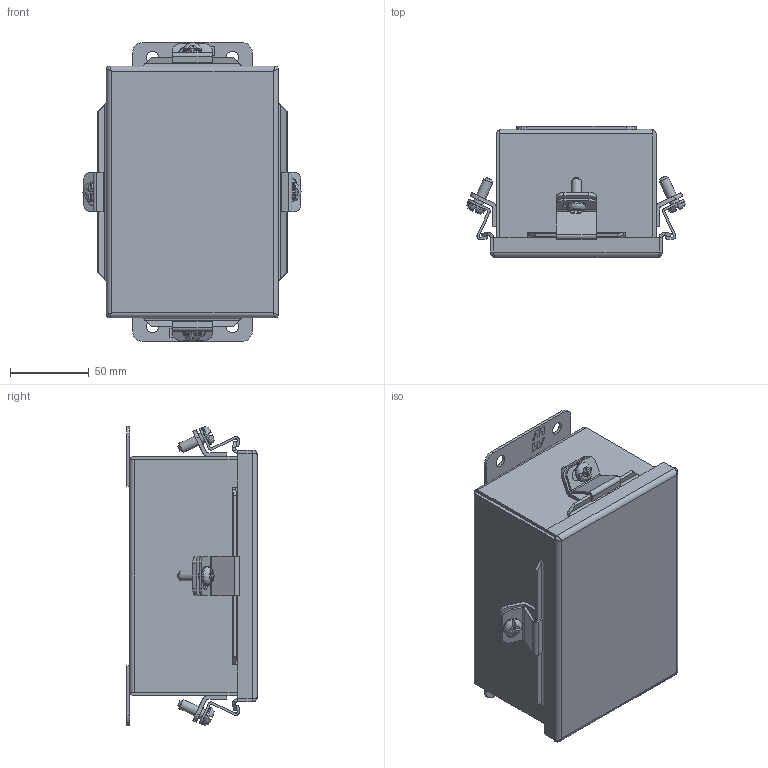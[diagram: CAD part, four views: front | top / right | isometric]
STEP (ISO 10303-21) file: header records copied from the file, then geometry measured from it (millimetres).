
FILE_DESCRIPTION (( 'STEP AP214' ), '1' );
FILE_NAME ('1414N4ALC.STEP', '2019-09-13T18:52:04', ( '' ), ( '' ), 'SwSTEP 2.0', 'SolidWorks 2018', '' );
FILE_SCHEMA (( 'AUTOMOTIVE_DESIGN' ));
Length unit declared in the file: inch
Products named in the file (1): 1414N4ALC
Bounding box: 138.94 x 83.26 x 190.5 mm (x, y, z)
Volume: 259580.4 mm3; surface area: 241723.2 mm2
Topology: 24 solids, 25 shells, 673 faces, 1666 edges, 1047 vertices
Faces by surface type: plane 441, cylinder 158, bspline 40, cone 34
Full cylindrical faces by diameter (mm): 4.039 x6, 5.41 x4, 6.35 x4, 6.731 x4, 7.938 x4, 8.382 x6, 9.525 x6, 12.192 x4
Entity records: 30898 total; most frequent: CARTESIAN_POINT 6723, ORIENTED_EDGE 3176, DIRECTION 2972, EDGE_CURVE 1588, VECTOR 1112, LINE 1112, VERTEX_POINT 1033, AXIS2_PLACEMENT_3D 930
